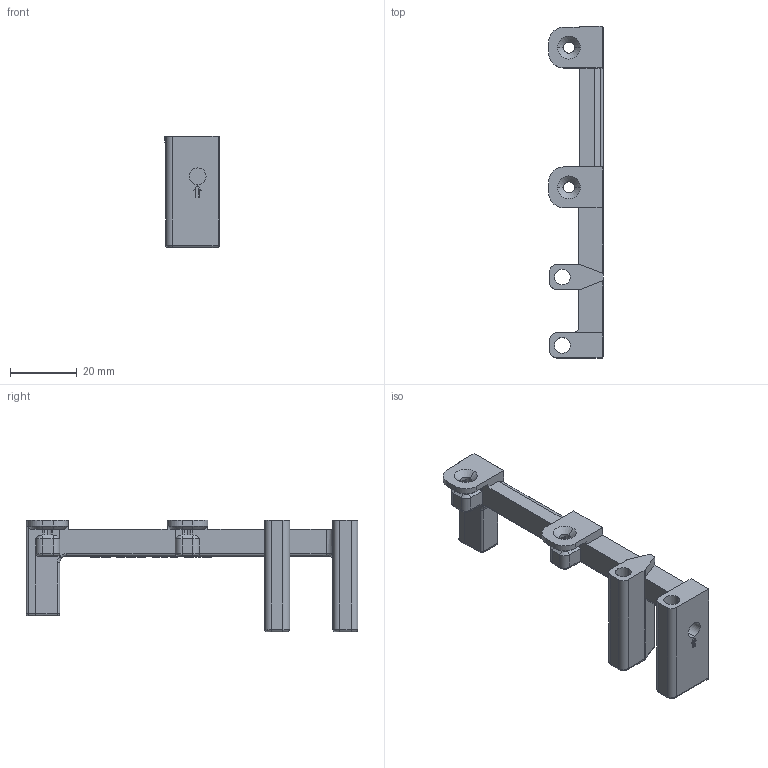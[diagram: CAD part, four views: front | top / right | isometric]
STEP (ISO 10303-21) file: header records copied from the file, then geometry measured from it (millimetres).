
FILE_DESCRIPTION (( 'STEP AP214' ), '1' );
FILE_NAME ('spider_PSU_clip_dc_side.STEP', '2022-01-31T03:56:47', ( '' ), ( '' ), 'SwSTEP 2.0', 'SolidWorks 2021', '' );
FILE_SCHEMA (( 'AUTOMOTIVE_DESIGN' ));
Length unit declared in the file: millimetre
Products named in the file (1): spider_PSU_clip_dc_side
Bounding box: 16.48 x 99.75 x 33.5 mm (x, y, z)
Volume: 13438.1 mm3; surface area: 8804.9 mm2
Topology: 1 solids, 1 shells, 408 faces, 1068 edges, 683 vertices
Faces by surface type: plane 202, bspline 107, cylinder 68, cone 18, torus 11, sphere 2
Entity records: 17602 total; most frequent: CARTESIAN_POINT 8196, ORIENTED_EDGE 2132, DIRECTION 1596, EDGE_CURVE 1066, VERTEX_POINT 683, LINE 676, VECTOR 676, AXIS2_PLACEMENT_3D 460
